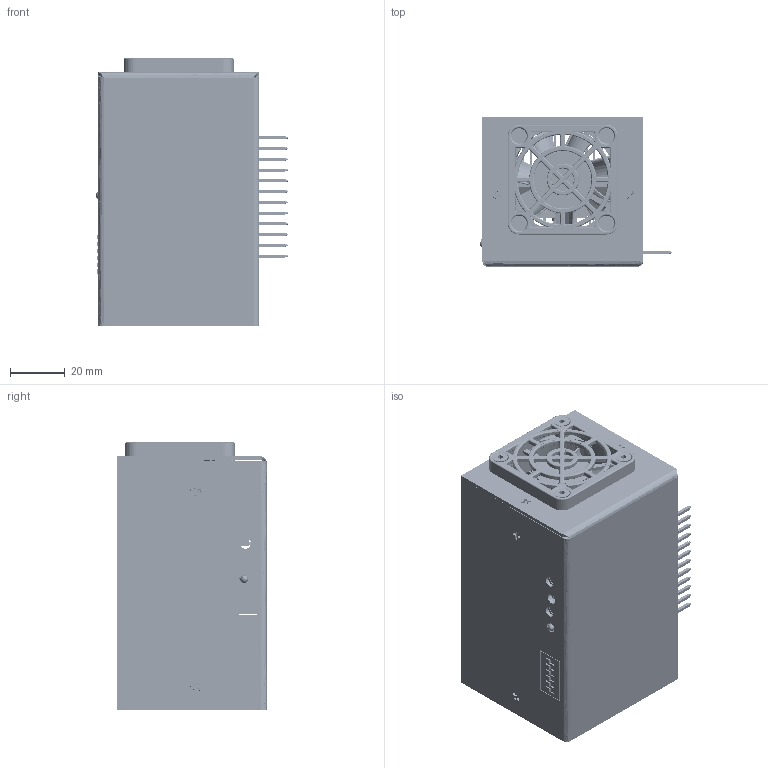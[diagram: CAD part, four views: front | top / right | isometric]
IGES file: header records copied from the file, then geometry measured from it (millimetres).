
Start section: SolidWorks IGES file using analytic representation for surfaces
Global section: file name: PTC10000-00000-A.IGS; native system: SolidWorks 2012; preprocessor: SolidWorks 2012; author: gniebel; date: 120131.091633; units: inch
Bounding box: 70.61 x 54.66 x 97.82 mm (x, y, z)
Surface area: 164496.1 mm2 (no closed solid volume)
Topology: 0 solids, 0 shells, 3574 faces, 31677 edges, 31533 vertices
Faces by surface type: bspline 2676, revolution 898
